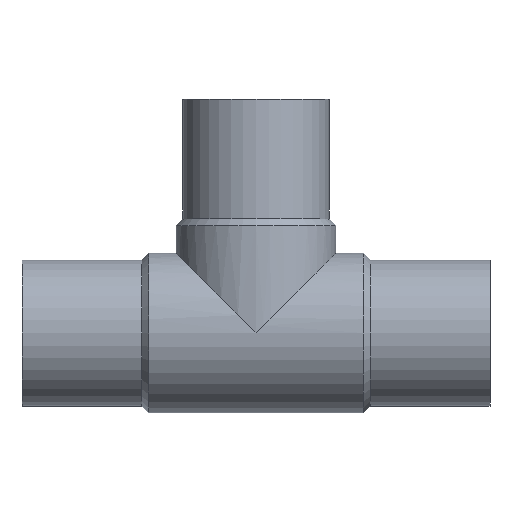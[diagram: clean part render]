
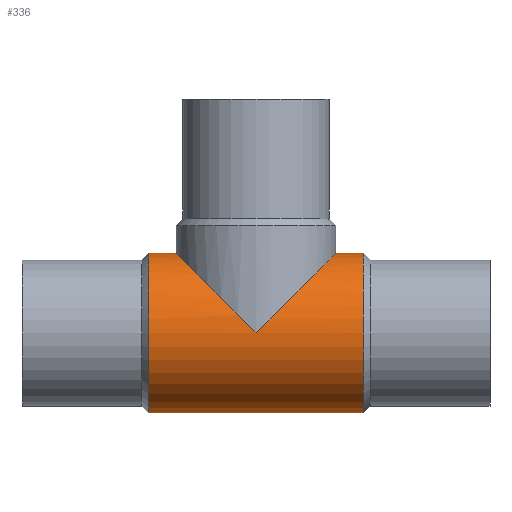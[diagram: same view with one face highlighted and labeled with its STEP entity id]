
A CAD part, top view. The second image highlights one B-rep face of the part: STEP entity #336.
In plain terms, the highlighted cylindrical face has radius 13.65 mm (diameter 27.3 mm), a partial arc.
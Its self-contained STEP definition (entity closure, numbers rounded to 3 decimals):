
#146 = VERTEX_POINT( '', #386 );
#178 = EDGE_CURVE( '', #316, #288, #421, .T. );
#192 = EDGE_CURVE( '', #266, #358, #440, .T. );
#204 = EDGE_CURVE( '', #358, #268, #456, .T. );
#206 = EDGE_CURVE( '', #268, #146, #458, .T. );
#212 = EDGE_CURVE( '', #146, #316, #465, .T. );
#260 = EDGE_CURVE( '', #332, #288, #519, .T. );
#266 = VERTEX_POINT( '', #525 );
#268 = VERTEX_POINT( '', #527 );
#280 = EDGE_CURVE( '', #332, #266, #539, .T. );
#288 = VERTEX_POINT( '', #547 );
#316 = VERTEX_POINT( '', #577 );
#332 = VERTEX_POINT( '', #595 );
#336 = ADVANCED_FACE( '', ( #599 ), #600, .T. );
#358 = VERTEX_POINT( '', #625 );
#386 = CARTESIAN_POINT( '', ( -40., 0., 13.65 ) );
#421 = LINE( '', #694, #695 );
#440 = CIRCLE( '', #716, 13.65 );
#456 = LINE( '', #735, #736 );
#458 = ELLIPSE( '', #739, 19.304, 13.65 );
#465 = ELLIPSE( '', #748, 19.304, 13.65 );
#519 = CIRCLE( '', #821, 13.65 );
#525 = CARTESIAN_POINT( '', ( -21.65, -13.65, 0. ) );
#527 = CARTESIAN_POINT( '', ( -26.35, 13.65, 0. ) );
#539 = LINE( '', #849, #850 );
#547 = CARTESIAN_POINT( '', ( -58.35, 13.65, 0. ) );
#577 = CARTESIAN_POINT( '', ( -53.65, 13.65, 0. ) );
#595 = CARTESIAN_POINT( '', ( -58.35, -13.65, 0. ) );
#599 = FACE_OUTER_BOUND( '', #927, .T. );
#600 = CYLINDRICAL_SURFACE( '', #928, 13.65 );
#625 = CARTESIAN_POINT( '', ( -21.65, 13.65, 0. ) );
#694 = CARTESIAN_POINT( '', ( -40., 13.65, 0. ) );
#695 = VECTOR( '', #1012, 1. );
#716 = AXIS2_PLACEMENT_3D( '', #1049, #1050, #1051 );
#735 = CARTESIAN_POINT( '', ( -40., 13.65, 0. ) );
#736 = VECTOR( '', #1083, 1. );
#739 = AXIS2_PLACEMENT_3D( '', #1084, #1085, #1086 );
#748 = AXIS2_PLACEMENT_3D( '', #1099, #1100, #1101 );
#821 = AXIS2_PLACEMENT_3D( '', #1168, #1169, #1170 );
#849 = CARTESIAN_POINT( '', ( -40., -13.65, 0. ) );
#850 = VECTOR( '', #1177, 1. );
#927 = EDGE_LOOP( '', ( #1243, #1244, #1245, #1246, #1247, #1248, #1249 ) );
#928 = AXIS2_PLACEMENT_3D( '', #1250, #1251, #1252 );
#1012 = DIRECTION( '', ( -1., 0., 0. ) );
#1049 = CARTESIAN_POINT( '', ( -21.65, 0., 0. ) );
#1050 = DIRECTION( '', ( -1., 0., 0. ) );
#1051 = DIRECTION( '', ( 0., 1., 0. ) );
#1083 = DIRECTION( '', ( -1., 0., 0. ) );
#1084 = CARTESIAN_POINT( '', ( -40., 0., 0. ) );
#1085 = DIRECTION( '', ( 0.707, -0.707, 0. ) );
#1086 = DIRECTION( '', ( 0.707, 0.707, 0. ) );
#1099 = CARTESIAN_POINT( '', ( -40., 0., 0. ) );
#1100 = DIRECTION( '', ( -0.707, -0.707, 0. ) );
#1101 = DIRECTION( '', ( 0.707, -0.707, 0. ) );
#1168 = CARTESIAN_POINT( '', ( -58.35, 0., 0. ) );
#1169 = DIRECTION( '', ( -1., 0., 0. ) );
#1170 = DIRECTION( '', ( 0., 1., 0. ) );
#1177 = DIRECTION( '', ( 1., 0., 0. ) );
#1243 = ORIENTED_EDGE( '', *, *, #204, .T. );
#1244 = ORIENTED_EDGE( '', *, *, #206, .T. );
#1245 = ORIENTED_EDGE( '', *, *, #212, .T. );
#1246 = ORIENTED_EDGE( '', *, *, #178, .T. );
#1247 = ORIENTED_EDGE( '', *, *, #260, .F. );
#1248 = ORIENTED_EDGE( '', *, *, #280, .T. );
#1249 = ORIENTED_EDGE( '', *, *, #192, .T. );
#1250 = CARTESIAN_POINT( '', ( -40., 0., 0. ) );
#1251 = DIRECTION( '', ( 1., 0., 0. ) );
#1252 = DIRECTION( '', ( 0., 1., 0. ) );
